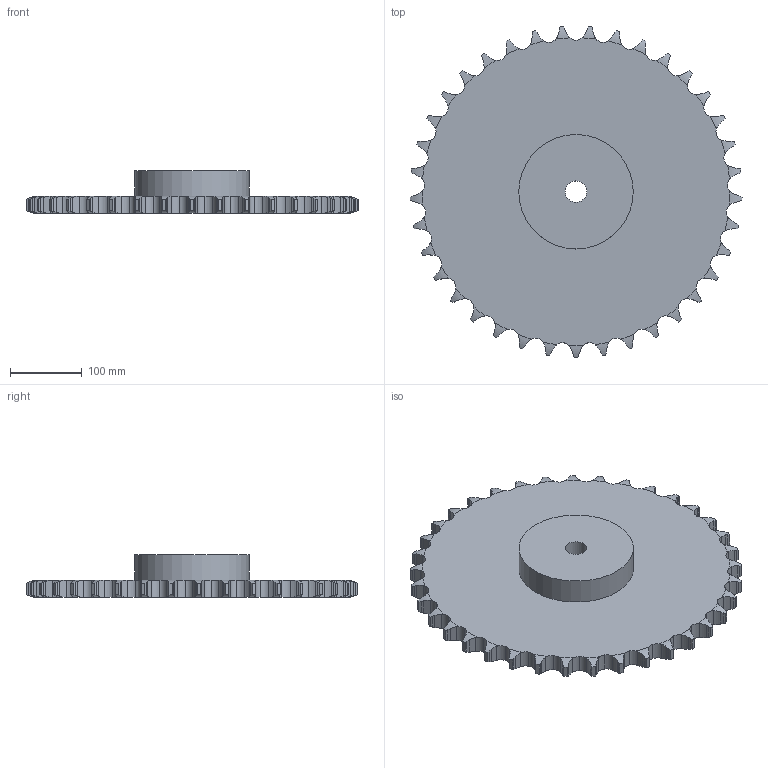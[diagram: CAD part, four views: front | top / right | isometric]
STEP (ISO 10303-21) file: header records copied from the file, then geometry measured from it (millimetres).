
FILE_DESCRIPTION(('FreeCAD Model'),'2;1');
FILE_NAME('Open CASCADE Shape Model','2021-06-20T09:20:11',('FreeCAD'),( 'FreeCAD'),'Open CASCADE STEP processor 7.4','FreeCAD','Unknown');
FILE_SCHEMA(('AUTOMOTIVE_DESIGN { 1 0 10303 214 1 1 1 1 }'));
Length unit declared in the file: millimetre
Products named in the file (1): Open CASCADE STEP translator 7.4 66
Bounding box: 463.96 x 463.56 x 60 mm (x, y, z)
Volume: 4303784.5 mm3; surface area: 373875.4 mm2
Topology: 1 solids, 1 shells, 415 faces, 1234 edges, 823 vertices
Faces by surface type: cylinder 261, plane 78, torus 76
Full cylindrical faces by diameter (mm): 30 x1, 160 x1
Entity records: 37996 total; most frequent: CARTESIAN_POINT 17199, DIRECTION 2832, ORIENTED_EDGE 2468, PCURVE 2468, DEFINITIONAL_REPRESENTATION 2468, B_SPLINE_CURVE_WITH_KNOTS 1782, LINE 1385, VECTOR 1385
